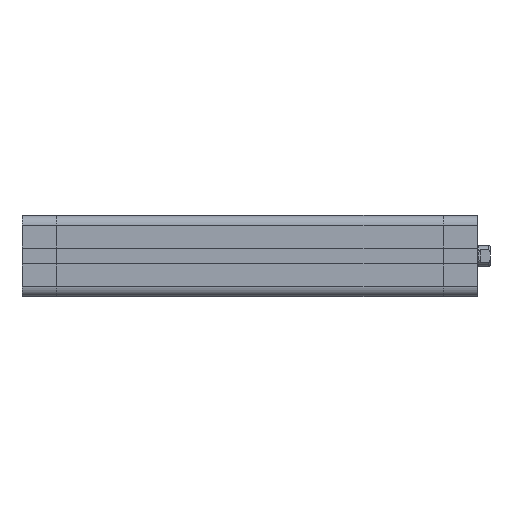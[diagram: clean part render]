
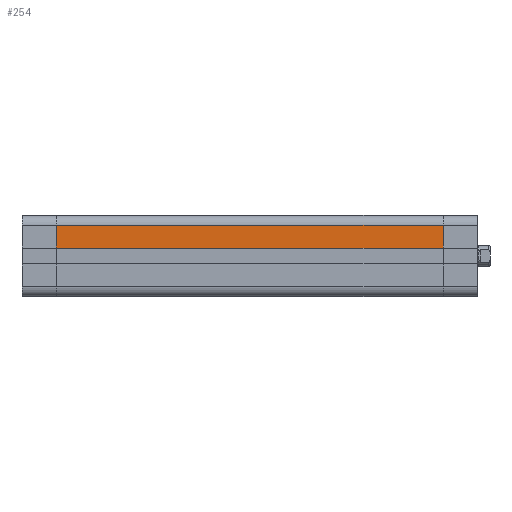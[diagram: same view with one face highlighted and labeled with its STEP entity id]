
A CAD part, front view. The second image highlights one B-rep face of the part: STEP entity #254.
In plain terms, the highlighted planar face has unit normal (0, -1, 0).
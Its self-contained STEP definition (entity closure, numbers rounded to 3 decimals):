
#254 = ADVANCED_FACE ( 'NONE', ( #3674 ), #4642, .T. ) ;
#918 = CARTESIAN_POINT ( 'NONE',  ( -11., -14.5, 0. ) ) ;
#924 = CARTESIAN_POINT ( 'NONE',  ( -2.85, -14.5, -138.5 ) ) ;
#927 = CARTESIAN_POINT ( 'NONE',  ( -11., -14.5, -138.5 ) ) ;
#941 = CARTESIAN_POINT ( 'NONE',  ( -2.85, -14.5, 0. ) ) ;
#2292 = CARTESIAN_POINT ( 'NONE',  ( -11., -14.5, -138.5 ) ) ;
#2304 = DIRECTION ( 'NONE',  ( 0., 0., 1. ) ) ;
#2450 = CARTESIAN_POINT ( 'NONE',  ( -2.85, -14.5, -138.5 ) ) ;
#2457 = CARTESIAN_POINT ( 'NONE',  ( -11., -14.5, 0. ) ) ;
#2458 = DIRECTION ( 'NONE',  ( 1., 0., 0. ) ) ;
#2462 = CARTESIAN_POINT ( 'NONE',  ( -11., -14.5, -138.5 ) ) ;
#2463 = DIRECTION ( 'NONE',  ( 1., 0., 0. ) ) ;
#2465 = DIRECTION ( 'NONE',  ( 0., 0., 1. ) ) ;
#3022 = EDGE_LOOP ( 'NONE', ( #3272, #3273, #3274, #3275 ) ) ;
#3272 = ORIENTED_EDGE ( 'NONE', *, *, #7597, .T. ) ;
#3273 = ORIENTED_EDGE ( 'NONE', *, *, #7594, .F. ) ;
#3274 = ORIENTED_EDGE ( 'NONE', *, *, #7525, .F. ) ;
#3275 = ORIENTED_EDGE ( 'NONE', *, *, #7596, .T. ) ;
#3674 = FACE_OUTER_BOUND ( 'NONE', #3022, .T. ) ;
#4189 = VERTEX_POINT ( 'NONE', #918 ) ;
#4195 = VERTEX_POINT ( 'NONE', #924 ) ;
#4198 = VERTEX_POINT ( 'NONE', #927 ) ;
#4212 = VERTEX_POINT ( 'NONE', #941 ) ;
#4641 = CARTESIAN_POINT ( 'NONE',  ( -11., -14.5, -138.5 ) ) ;
#4642 = PLANE ( 'NONE',  #5709 ) ;
#4644 = DIRECTION ( 'NONE',  ( 0., -1., 0. ) ) ;
#4645 = DIRECTION ( 'NONE',  ( 0., 0., -1. ) ) ;
#5709 = AXIS2_PLACEMENT_3D ( 'NONE', #4641, #4644, #4645 ) ;
#6208 = LINE ( 'NONE', #2462, #6220 ) ;
#6215 = LINE ( 'NONE', #2457, #6216 ) ;
#6216 = VECTOR ( 'NONE', #2458, 1000. ) ;
#6218 = LINE ( 'NONE', #2450, #6221 ) ;
#6220 = VECTOR ( 'NONE', #2463, 1000. ) ;
#6221 = VECTOR ( 'NONE', #2465, 1000. ) ;
#7344 = LINE ( 'NONE', #2292, #7346 ) ;
#7346 = VECTOR ( 'NONE', #2304, 1000. ) ;
#7525 = EDGE_CURVE ( 'NONE', #4198, #4189, #7344, .T. ) ;
#7594 = EDGE_CURVE ( 'NONE', #4189, #4212, #6215, .T. ) ;
#7596 = EDGE_CURVE ( 'NONE', #4198, #4195, #6208, .T. ) ;
#7597 = EDGE_CURVE ( 'NONE', #4195, #4212, #6218, .T. ) ;
